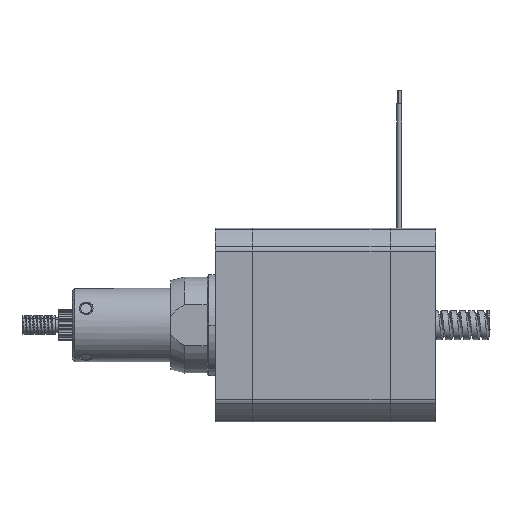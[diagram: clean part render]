
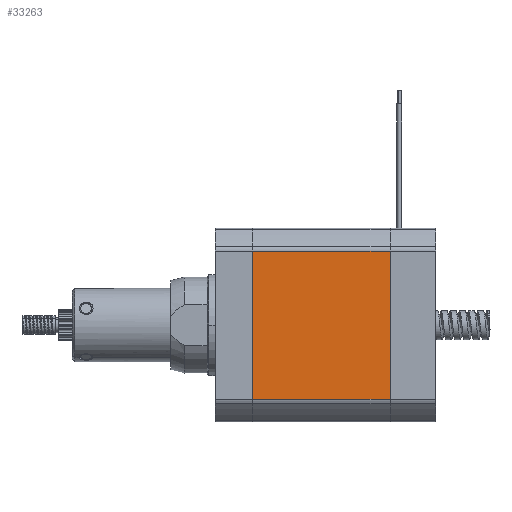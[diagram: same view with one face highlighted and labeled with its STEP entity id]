
A CAD part, left-side view. The second image highlights one B-rep face of the part: STEP entity #33263.
In plain terms, the highlighted planar face has unit normal (-1, 0, 0).
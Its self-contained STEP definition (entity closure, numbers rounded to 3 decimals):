
#1009 = EDGE_CURVE ( 'NONE', #26064, #66222, #56221, .T. ) ;
#3512 = FACE_OUTER_BOUND ( 'NONE', #68633, .T. ) ;
#4219 = DIRECTION ( 'NONE',  ( 0., -1., 0. ) ) ;
#4988 = CARTESIAN_POINT ( 'NONE',  ( -21.1, 15., -16.155 ) ) ;
#6599 = EDGE_CURVE ( 'NONE', #39025, #53175, #6670, .T. ) ;
#6670 = LINE ( 'NONE', #30147, #12336 ) ;
#6688 = CARTESIAN_POINT ( 'NONE',  ( -21.1, -15., -16.155 ) ) ;
#9350 = EDGE_CURVE ( 'NONE', #39025, #26064, #68905, .T. ) ;
#12336 = VECTOR ( 'NONE', #59438, 1000. ) ;
#13905 = VECTOR ( 'NONE', #54738, 1000. ) ;
#20080 = LINE ( 'NONE', #37774, #25160 ) ;
#20420 = CARTESIAN_POINT ( 'NONE',  ( -21.1, -15., 16.685 ) ) ;
#25160 = VECTOR ( 'NONE', #31256, 1000. ) ;
#26064 = VERTEX_POINT ( 'NONE', #6688 ) ;
#27385 = DIRECTION ( 'NONE',  ( 0., 1., 0. ) ) ;
#30147 = CARTESIAN_POINT ( 'NONE',  ( -21.1, 15., 16.685 ) ) ;
#31256 = DIRECTION ( 'NONE',  ( 0., 1., 0. ) ) ;
#33263 = ADVANCED_FACE ( 'NONE', ( #3512 ), #68951, .F. ) ;
#35054 = ORIENTED_EDGE ( 'NONE', *, *, #6599, .F. ) ;
#36755 = AXIS2_PLACEMENT_3D ( 'NONE', #45059, #73981, #27385 ) ;
#37774 = CARTESIAN_POINT ( 'NONE',  ( -21.1, 15., 16.155 ) ) ;
#38082 = ORIENTED_EDGE ( 'NONE', *, *, #65543, .T. ) ;
#39025 = VERTEX_POINT ( 'NONE', #65888 ) ;
#41791 = VECTOR ( 'NONE', #4219, 1000. ) ;
#42774 = CARTESIAN_POINT ( 'NONE',  ( -21.1, -15., 16.155 ) ) ;
#45059 = CARTESIAN_POINT ( 'NONE',  ( -21.1, 15., 16.685 ) ) ;
#45060 = ORIENTED_EDGE ( 'NONE', *, *, #9350, .T. ) ;
#53175 = VERTEX_POINT ( 'NONE', #57285 ) ;
#54738 = DIRECTION ( 'NONE',  ( 0., 0., 1. ) ) ;
#56221 = LINE ( 'NONE', #20420, #13905 ) ;
#57285 = CARTESIAN_POINT ( 'NONE',  ( -21.1, 15., 16.155 ) ) ;
#58112 = ORIENTED_EDGE ( 'NONE', *, *, #1009, .T. ) ;
#59438 = DIRECTION ( 'NONE',  ( 0., 0., 1. ) ) ;
#65543 = EDGE_CURVE ( 'NONE', #66222, #53175, #20080, .T. ) ;
#65888 = CARTESIAN_POINT ( 'NONE',  ( -21.1, 15., -16.155 ) ) ;
#66222 = VERTEX_POINT ( 'NONE', #42774 ) ;
#68633 = EDGE_LOOP ( 'NONE', ( #35054, #45060, #58112, #38082 ) ) ;
#68905 = LINE ( 'NONE', #4988, #41791 ) ;
#68951 = PLANE ( 'NONE',  #36755 ) ;
#73981 = DIRECTION ( 'NONE',  ( 1., 0., 0. ) ) ;
